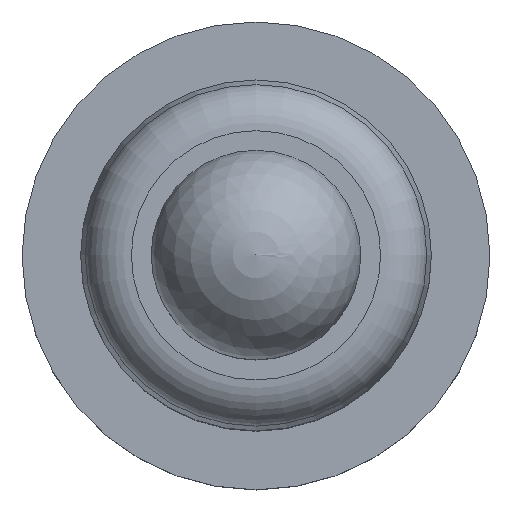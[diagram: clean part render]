
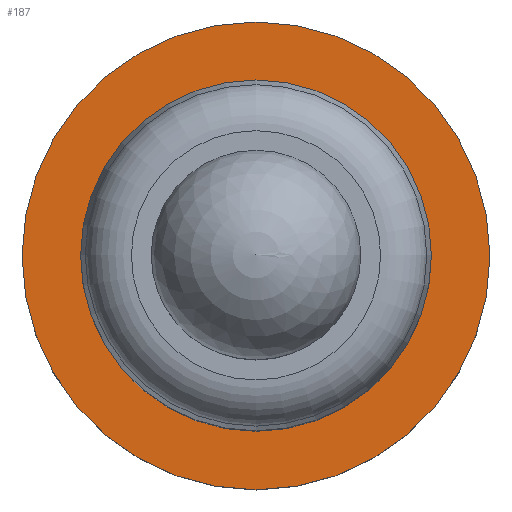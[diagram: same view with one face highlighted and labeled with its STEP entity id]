
A CAD part, top view. The second image highlights one B-rep face of the part: STEP entity #187.
In plain terms, the highlighted planar face has unit normal (0, 0, 1).
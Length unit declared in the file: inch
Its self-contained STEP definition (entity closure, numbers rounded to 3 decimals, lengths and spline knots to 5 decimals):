
#16=FACE_BOUND('',#50,.T.);
#19=PLANE('',#230);
#36=FACE_OUTER_BOUND('',#49,.T.);
#49=EDGE_LOOP('',(#165));
#50=EDGE_LOOP('',(#166));
#79=CIRCLE('',#219,0.03936);
#84=CIRCLE('',#226,0.02952);
#96=VERTEX_POINT('',#331);
#101=VERTEX_POINT('',#345);
#116=EDGE_CURVE('',#96,#96,#79,.T.);
#124=EDGE_CURVE('',#101,#101,#84,.T.);
#165=ORIENTED_EDGE('',*,*,#116,.T.);
#166=ORIENTED_EDGE('',*,*,#124,.F.);
#187=ADVANCED_FACE('',(#36,#16),#19,.T.);
#219=AXIS2_PLACEMENT_3D('',#332,#268,#269);
#226=AXIS2_PLACEMENT_3D('',#347,#285,#286);
#230=AXIS2_PLACEMENT_3D('',#352,#293,#294);
#268=DIRECTION('center_axis',(0.,0.,
1.));
#269=DIRECTION('ref_axis',(0.,1.,0.));
#285=DIRECTION('center_axis',(0.,0.,
1.));
#286=DIRECTION('ref_axis',(0.,1.,0.));
#293=DIRECTION('center_axis',(0.,0.,
1.));
#294=DIRECTION('ref_axis',(0.,1.,0.));
#331=CARTESIAN_POINT('',(0.,-0.03936,0.01969));
#332=CARTESIAN_POINT('Origin',(0.,0.,0.01969));
#345=CARTESIAN_POINT('',(0.,-0.02952,0.01969));
#347=CARTESIAN_POINT('Origin',(0.,0.,0.01969));
#352=CARTESIAN_POINT('Origin',(0.,0.02952,0.01969));
